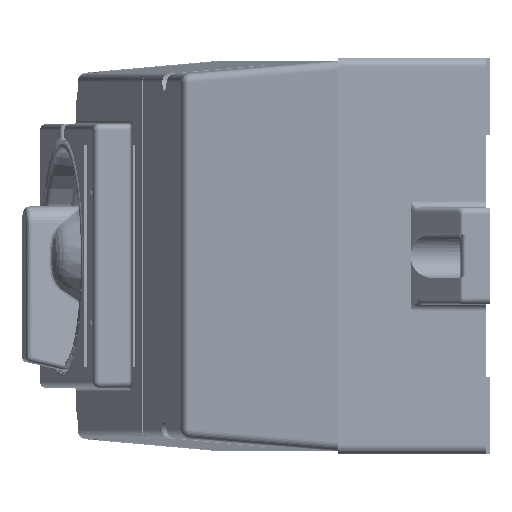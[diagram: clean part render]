
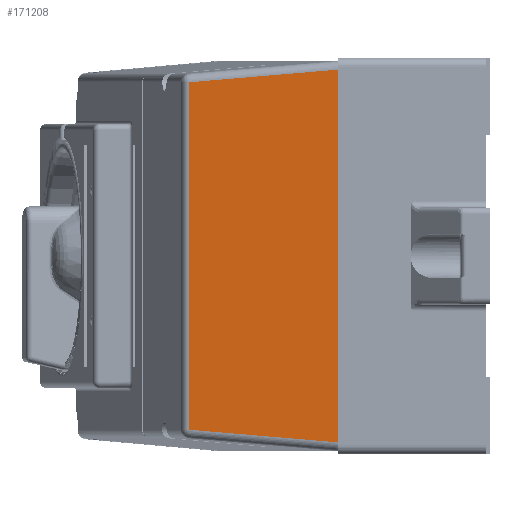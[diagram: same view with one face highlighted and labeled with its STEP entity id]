
A CAD part, left-side view. The second image highlights one B-rep face of the part: STEP entity #171208.
In plain terms, the highlighted planar face has unit normal (-0.996, 0.087, 0).
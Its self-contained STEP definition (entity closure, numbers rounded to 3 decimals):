
#9498 = CARTESIAN_POINT ( 'NONE',  ( 0., 0., -84.575 ) ) ;
#17444 = CARTESIAN_POINT ( 'NONE',  ( 6.164, 70.456, 78.599 ) ) ;
#23140 = VERTEX_POINT ( 'NONE', #9498 ) ;
#23357 = CARTESIAN_POINT ( 'NONE',  ( 5.925, 67.726, 78.83 ) ) ;
#27602 = ORIENTED_EDGE ( 'NONE', *, *, #193783, .T. ) ;
#28681 = DIRECTION ( 'NONE',  ( 0.996, -0.087, 0. ) ) ;
#29242 = EDGE_CURVE ( 'NONE', #57826, #23140, #237045, .T. ) ;
#36923 = ORIENTED_EDGE ( 'NONE', *, *, #176002, .T. ) ;
#46378 = DIRECTION ( 'NONE',  ( -0.087, -0.993, -0.084 ) ) ;
#57826 = VERTEX_POINT ( 'NONE', #199807 ) ;
#60080 = VERTEX_POINT ( 'NONE', #23357 ) ;
#78615 = CARTESIAN_POINT ( 'NONE',  ( 5.925, 67.726, 88.5 ) ) ;
#114222 = ORIENTED_EDGE ( 'NONE', *, *, #223368, .T. ) ;
#114862 = CARTESIAN_POINT ( 'NONE',  ( 0., 0., 88.5 ) ) ;
#119466 = VECTOR ( 'NONE', #273180, 1000. ) ;
#127035 = ORIENTED_EDGE ( 'NONE', *, *, #29242, .F. ) ;
#128291 = FACE_OUTER_BOUND ( 'NONE', #229676, .T. ) ;
#150999 = CARTESIAN_POINT ( 'NONE',  ( 0., 0., 88.5 ) ) ;
#157798 = LINE ( 'NONE', #17444, #231712 ) ;
#167918 = VECTOR ( 'NONE', #46378, 1000. ) ;
#169597 = VECTOR ( 'NONE', #223530, 1000. ) ;
#171208 = ADVANCED_FACE ( 'NONE', ( #128291 ), #273064, .F. ) ;
#175985 = DIRECTION ( 'NONE',  ( 0.087, 0.993, -0.084 ) ) ;
#176002 = EDGE_CURVE ( 'NONE', #57826, #60080, #157798, .T. ) ;
#187234 = DIRECTION ( 'NONE',  ( 0.087, 0.996, 0. ) ) ;
#193783 = EDGE_CURVE ( 'NONE', #60080, #244383, #200868, .T. ) ;
#199807 = CARTESIAN_POINT ( 'NONE',  ( 0., 0., 84.575 ) ) ;
#200868 = LINE ( 'NONE', #78615, #169597 ) ;
#204844 = CARTESIAN_POINT ( 'NONE',  ( 1.266, 14.467, -83.348 ) ) ;
#223368 = EDGE_CURVE ( 'NONE', #244383, #23140, #240970, .T. ) ;
#223456 = CARTESIAN_POINT ( 'NONE',  ( 5.925, 67.726, -78.83 ) ) ;
#223530 = DIRECTION ( 'NONE',  ( 0., 0., -1. ) ) ;
#229676 = EDGE_LOOP ( 'NONE', ( #27602, #114222, #127035, #36923 ) ) ;
#231712 = VECTOR ( 'NONE', #175985, 1000. ) ;
#237045 = LINE ( 'NONE', #114862, #119466 ) ;
#240970 = LINE ( 'NONE', #204844, #167918 ) ;
#244383 = VERTEX_POINT ( 'NONE', #223456 ) ;
#260709 = AXIS2_PLACEMENT_3D ( 'NONE', #150999, #28681, #187234 ) ;
#273064 = PLANE ( 'NONE',  #260709 ) ;
#273180 = DIRECTION ( 'NONE',  ( 0., 0., -1. ) ) ;
